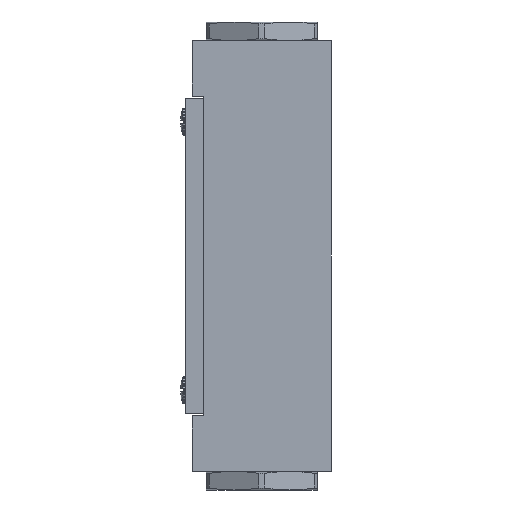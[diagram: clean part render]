
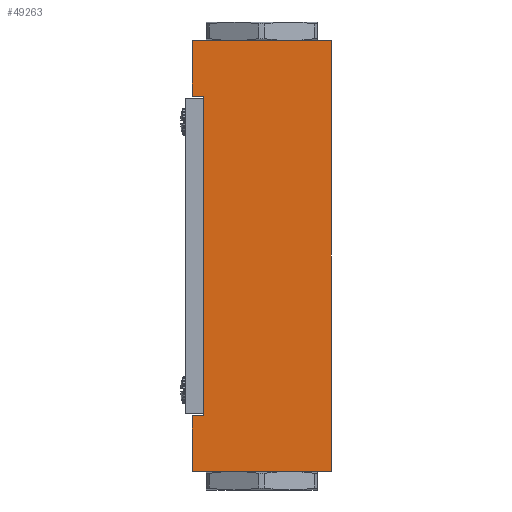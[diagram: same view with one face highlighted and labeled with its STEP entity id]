
A CAD part, front view. The second image highlights one B-rep face of the part: STEP entity #49263.
In plain terms, the highlighted planar face has unit normal (0, -1, 0).
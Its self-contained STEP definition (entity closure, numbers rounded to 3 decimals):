
#2912 = VECTOR ( 'NONE', #60990, 1000. ) ;
#3624 = CARTESIAN_POINT ( 'NONE',  ( -15., -15., 34.5 ) ) ;
#4393 = EDGE_CURVE ( 'NONE', #62960, #39444, #35272, .T. ) ;
#5068 = ORIENTED_EDGE ( 'NONE', *, *, #67384, .T. ) ;
#5703 = ORIENTED_EDGE ( 'NONE', *, *, #4393, .T. ) ;
#6083 = CARTESIAN_POINT ( 'NONE',  ( -15., -15., -34.5 ) ) ;
#6311 = ORIENTED_EDGE ( 'NONE', *, *, #54350, .T. ) ;
#8209 = CARTESIAN_POINT ( 'NONE',  ( 15., -15., -46.5 ) ) ;
#9014 = DIRECTION ( 'NONE',  ( 1., 0., 0. ) ) ;
#9272 = CARTESIAN_POINT ( 'NONE',  ( -15., -15., 34.5 ) ) ;
#10059 = EDGE_CURVE ( 'NONE', #14792, #31688, #11814, .T. ) ;
#11814 = LINE ( 'NONE', #69349, #41684 ) ;
#14017 = CARTESIAN_POINT ( 'NONE',  ( -15., -15., -46.5 ) ) ;
#14289 = CARTESIAN_POINT ( 'NONE',  ( -15., -15., -46.5 ) ) ;
#14792 = VERTEX_POINT ( 'NONE', #9272 ) ;
#15093 = LINE ( 'NONE', #45163, #26475 ) ;
#16125 = CARTESIAN_POINT ( 'NONE',  ( 15., -15., -46.5 ) ) ;
#16224 = AXIS2_PLACEMENT_3D ( 'NONE', #50040, #61276, #16418 ) ;
#16418 = DIRECTION ( 'NONE',  ( 0., 0., -1. ) ) ;
#18899 = ORIENTED_EDGE ( 'NONE', *, *, #47592, .T. ) ;
#22298 = PLANE ( 'NONE',  #16224 ) ;
#22384 = LINE ( 'NONE', #3624, #36393 ) ;
#25226 = CARTESIAN_POINT ( 'NONE',  ( -15., -15., 46.5 ) ) ;
#26044 = EDGE_CURVE ( 'NONE', #28412, #67400, #15093, .T. ) ;
#26475 = VECTOR ( 'NONE', #38793, 1000. ) ;
#28340 = CARTESIAN_POINT ( 'NONE',  ( -12.5, -15., 34.5 ) ) ;
#28412 = VERTEX_POINT ( 'NONE', #14017 ) ;
#28466 = LINE ( 'NONE', #16125, #2912 ) ;
#29366 = DIRECTION ( 'NONE',  ( 1., 0., 0. ) ) ;
#29719 = EDGE_LOOP ( 'NONE', ( #61492, #5068, #6311, #47123, #68039, #18899, #5703, #32199 ) ) ;
#31688 = VERTEX_POINT ( 'NONE', #25226 ) ;
#32199 = ORIENTED_EDGE ( 'NONE', *, *, #69419, .F. ) ;
#34450 = VECTOR ( 'NONE', #51633, 1000. ) ;
#35272 = LINE ( 'NONE', #28340, #34450 ) ;
#36393 = VECTOR ( 'NONE', #9014, 1000. ) ;
#36821 = DIRECTION ( 'NONE',  ( 0., 0., 1. ) ) ;
#36836 = VERTEX_POINT ( 'NONE', #8209 ) ;
#36891 = CARTESIAN_POINT ( 'NONE',  ( -15., -15., 46.5 ) ) ;
#37541 = VECTOR ( 'NONE', #41586, 1000. ) ;
#38793 = DIRECTION ( 'NONE',  ( 0., 0., 1. ) ) ;
#39444 = VERTEX_POINT ( 'NONE', #49709 ) ;
#41586 = DIRECTION ( 'NONE',  ( 1., 0., 0. ) ) ;
#41684 = VECTOR ( 'NONE', #36821, 1000. ) ;
#45163 = CARTESIAN_POINT ( 'NONE',  ( -15., -15., -46.5 ) ) ;
#46334 = LINE ( 'NONE', #36891, #37541 ) ;
#47123 = ORIENTED_EDGE ( 'NONE', *, *, #53012, .F. ) ;
#47592 = EDGE_CURVE ( 'NONE', #14792, #62960, #22384, .T. ) ;
#49263 = ADVANCED_FACE ( 'NONE', ( #71220 ), #22298, .T. ) ;
#49570 = VERTEX_POINT ( 'NONE', #53687 ) ;
#49709 = CARTESIAN_POINT ( 'NONE',  ( -12.5, -15., -34.5 ) ) ;
#50040 = CARTESIAN_POINT ( 'NONE',  ( -15., -15., -46.5 ) ) ;
#51476 = LINE ( 'NONE', #14289, #57590 ) ;
#51633 = DIRECTION ( 'NONE',  ( 0., 0., -1. ) ) ;
#53012 = EDGE_CURVE ( 'NONE', #31688, #49570, #46334, .T. ) ;
#53687 = CARTESIAN_POINT ( 'NONE',  ( 15., -15., 46.5 ) ) ;
#54086 = LINE ( 'NONE', #6083, #63638 ) ;
#54350 = EDGE_CURVE ( 'NONE', #36836, #49570, #28466, .T. ) ;
#57590 = VECTOR ( 'NONE', #70595, 1000. ) ;
#60990 = DIRECTION ( 'NONE',  ( 0., 0., 1. ) ) ;
#61276 = DIRECTION ( 'NONE',  ( 0., -1., 0. ) ) ;
#61492 = ORIENTED_EDGE ( 'NONE', *, *, #26044, .F. ) ;
#62960 = VERTEX_POINT ( 'NONE', #63452 ) ;
#63452 = CARTESIAN_POINT ( 'NONE',  ( -12.5, -15., 34.5 ) ) ;
#63638 = VECTOR ( 'NONE', #29366, 1000. ) ;
#64979 = CARTESIAN_POINT ( 'NONE',  ( -15., -15., -34.5 ) ) ;
#67384 = EDGE_CURVE ( 'NONE', #28412, #36836, #51476, .T. ) ;
#67400 = VERTEX_POINT ( 'NONE', #64979 ) ;
#68039 = ORIENTED_EDGE ( 'NONE', *, *, #10059, .F. ) ;
#69349 = CARTESIAN_POINT ( 'NONE',  ( -15., -15., 34.5 ) ) ;
#69419 = EDGE_CURVE ( 'NONE', #67400, #39444, #54086, .T. ) ;
#70595 = DIRECTION ( 'NONE',  ( 1., 0., 0. ) ) ;
#71220 = FACE_OUTER_BOUND ( 'NONE', #29719, .T. ) ;
